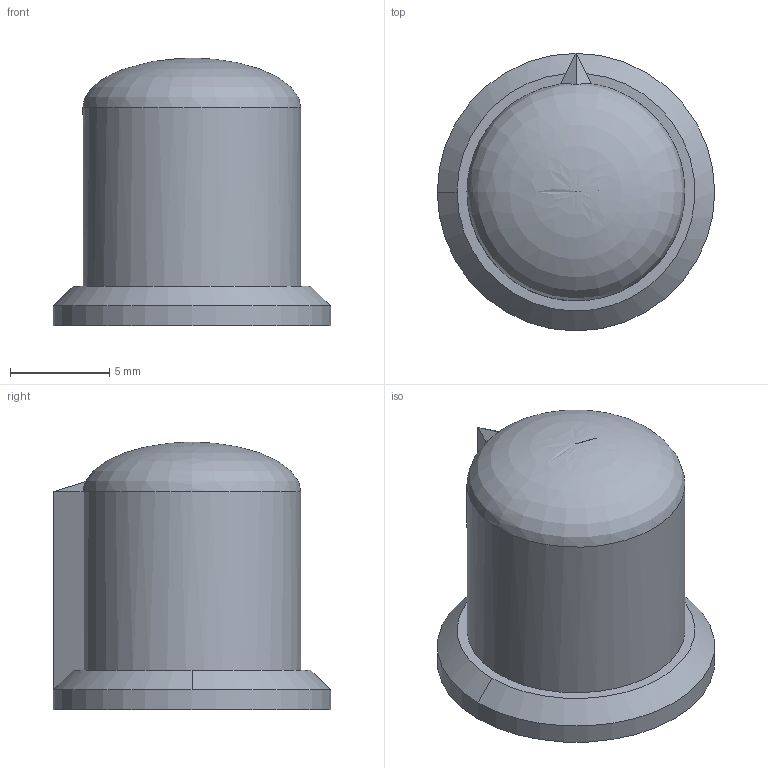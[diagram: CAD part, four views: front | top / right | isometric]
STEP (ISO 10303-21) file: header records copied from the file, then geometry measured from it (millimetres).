
FILE_DESCRIPTION(/* description */ (''),/* implementation_level */ '2;1');
FILE_NAME(/* name */ 'Knob 2.step',/* time_stamp */ '2026-02-12T08:47:16Z',/* author */ (''),/* organization */ (''),/* preprocessor_version */ 'ST-DEVELOPER v20.1',/* originating_system */ 'Autodesk Translation Framework v14.24.0.0',/* authorisation */ '');
FILE_SCHEMA (('AUTOMOTIVE_DESIGN { 1 0 10303 214 3 1 1 }'));
Length unit declared in the file: millimetre
Products named in the file (1): Knob 2
Bounding box: 14 x 14 x 13.5 mm (x, y, z)
Volume: 1154.3 mm3; surface area: 855 mm2
Topology: 1 solids, 1 shells, 15 faces, 30 edges, 18 vertices
Faces by surface type: plane 9, cylinder 3, cone 2, bspline 1
Full cylindrical faces by diameter (mm): 5 x1, 14 x1
Entity records: 505 total; most frequent: CARTESIAN_POINT 175, ORIENTED_EDGE 60, DIRECTION 59, EDGE_CURVE 30, AXIS2_PLACEMENT_3D 23, VERTEX_POINT 18, EDGE_LOOP 16, FACE_OUTER_BOUND 15
